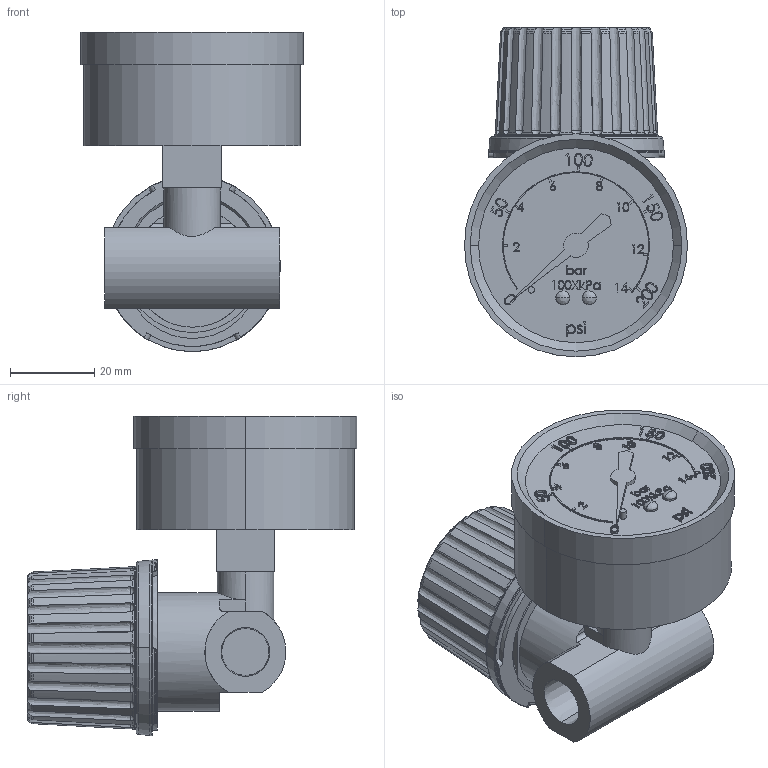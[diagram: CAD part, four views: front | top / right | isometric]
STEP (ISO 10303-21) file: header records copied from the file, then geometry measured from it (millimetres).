
FILE_DESCRIPTION (( 'STEP AP214' ), '1' );
FILE_NAME ('R10.STEP', '2021-11-24T11:23:36', ( 'User' ), ( '' ), 'SwSTEP 2.0', 'SolidWorks 2014', '' );
FILE_SCHEMA (( 'AUTOMOTIVE_DESIGN' ));
Length unit declared in the file: millimetre
Products named in the file (7): R10; R1001; R10調壓旋鈕; 2-埋入式壓力錶
Assembly tree (3 placements, depth 2):
  R10
    2-埋入式壓力錶
    R10調壓旋鈕
    R1001
  R1001
  R10調壓旋鈕
  2-埋入式壓力錶
Bounding box: 53 x 78.4 x 75.92 mm (x, y, z)
Volume: 88103.4 mm3; surface area: 28633.3 mm2
Topology: 3 solids, 3 shells, 863 faces, 2299 edges, 1519 vertices
Faces by surface type: plane 343, bspline 265, cone 194, cylinder 57, torus 2, sphere 2
Entity records: 45891 total; most frequent: CARTESIAN_POINT 23802, ORIENTED_EDGE 4586, DIRECTION 2910, EDGE_CURVE 2293, VERTEX_POINT 1519, LINE 980, VECTOR 980, AXIS2_PLACEMENT_3D 965
